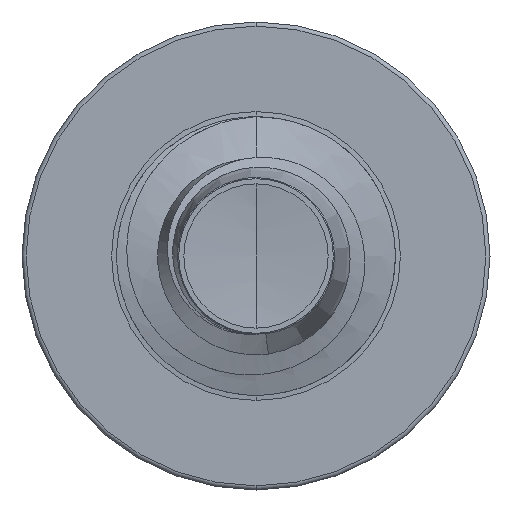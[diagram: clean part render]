
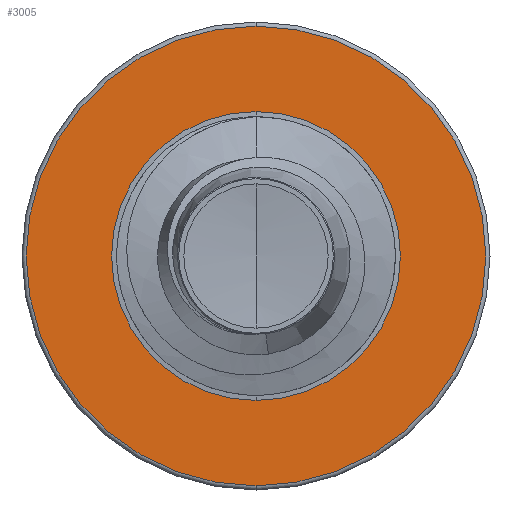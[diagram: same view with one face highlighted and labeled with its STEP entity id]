
A CAD part, front view. The second image highlights one B-rep face of the part: STEP entity #3005.
In plain terms, the highlighted planar face has unit normal (0, -1, 0).
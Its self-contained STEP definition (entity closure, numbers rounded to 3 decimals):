
#455 = AXIS2_PLACEMENT_3D ( 'NONE', #3417, #3414, #3407 ) ;
#1177 = CARTESIAN_POINT ( 'NONE',  ( 0., 3., 2.063 ) ) ;
#1564 = EDGE_CURVE ( 'NONE', #7041, #4405, #2984, .T. ) ;
#2151 = EDGE_LOOP ( 'NONE', ( #5232, #7057 ) ) ;
#2389 = DIRECTION ( 'NONE',  ( 0., 0., 1. ) ) ;
#2401 = DIRECTION ( 'NONE',  ( 0., 1., 0. ) ) ;
#2402 = DIRECTION ( 'NONE',  ( 0., 0., 1. ) ) ;
#2406 = DIRECTION ( 'NONE',  ( 0., 1., 0. ) ) ;
#2410 = CARTESIAN_POINT ( 'NONE',  ( 0., 3., -1.296 ) ) ;
#2441 = PLANE ( 'NONE',  #7034 ) ;
#2457 = ORIENTED_EDGE ( 'NONE', *, *, #4513, .T. ) ;
#2546 = CARTESIAN_POINT ( 'NONE',  ( 0., 3., 1.296 ) ) ;
#2588 = CARTESIAN_POINT ( 'NONE',  ( 0., 3., -1.296 ) ) ;
#2866 = VERTEX_POINT ( 'NONE', #2546 ) ;
#2984 = CIRCLE ( 'NONE', #3901, 2.063 ) ;
#3005 = ADVANCED_FACE ( 'NONE', ( #6939, #5387 ), #2441, .F. ) ;
#3241 = VERTEX_POINT ( 'NONE', #2588 ) ;
#3300 = DIRECTION ( 'NONE',  ( 0., 0., 1. ) ) ;
#3313 = DIRECTION ( 'NONE',  ( 0., 1., 0. ) ) ;
#3322 = CARTESIAN_POINT ( 'NONE',  ( 0., 3., 0. ) ) ;
#3382 = EDGE_CURVE ( 'NONE', #3241, #2866, #4406, .T. ) ;
#3407 = DIRECTION ( 'NONE',  ( 0., 0., 1. ) ) ;
#3414 = DIRECTION ( 'NONE',  ( 0., 1., 0. ) ) ;
#3417 = CARTESIAN_POINT ( 'NONE',  ( 0., 3., 0. ) ) ;
#3579 = CIRCLE ( 'NONE', #455, 2.063 ) ;
#3838 = AXIS2_PLACEMENT_3D ( 'NONE', #7573, #6353, #6349 ) ;
#3901 = AXIS2_PLACEMENT_3D ( 'NONE', #3322, #3313, #3300 ) ;
#4405 = VERTEX_POINT ( 'NONE', #1177 ) ;
#4406 = CIRCLE ( 'NONE', #7358, 1.296 ) ;
#4513 = EDGE_CURVE ( 'NONE', #2866, #3241, #4771, .T. ) ;
#4771 = CIRCLE ( 'NONE', #3838, 1.296 ) ;
#5117 = ORIENTED_EDGE ( 'NONE', *, *, #3382, .T. ) ;
#5232 = ORIENTED_EDGE ( 'NONE', *, *, #5287, .F. ) ;
#5287 = EDGE_CURVE ( 'NONE', #4405, #7041, #3579, .T. ) ;
#5387 = FACE_BOUND ( 'NONE', #7666, .T. ) ;
#6068 = CARTESIAN_POINT ( 'NONE',  ( 0., 3., 0. ) ) ;
#6311 = CARTESIAN_POINT ( 'NONE',  ( 0., 3., -2.062 ) ) ;
#6349 = DIRECTION ( 'NONE',  ( 0., 0., 1. ) ) ;
#6353 = DIRECTION ( 'NONE',  ( 0., 1., 0. ) ) ;
#6939 = FACE_OUTER_BOUND ( 'NONE', #2151, .T. ) ;
#7034 = AXIS2_PLACEMENT_3D ( 'NONE', #2410, #2401, #2389 ) ;
#7041 = VERTEX_POINT ( 'NONE', #6311 ) ;
#7057 = ORIENTED_EDGE ( 'NONE', *, *, #1564, .F. ) ;
#7358 = AXIS2_PLACEMENT_3D ( 'NONE', #6068, #2406, #2402 ) ;
#7573 = CARTESIAN_POINT ( 'NONE',  ( 0., 3., 0. ) ) ;
#7666 = EDGE_LOOP ( 'NONE', ( #2457, #5117 ) ) ;
